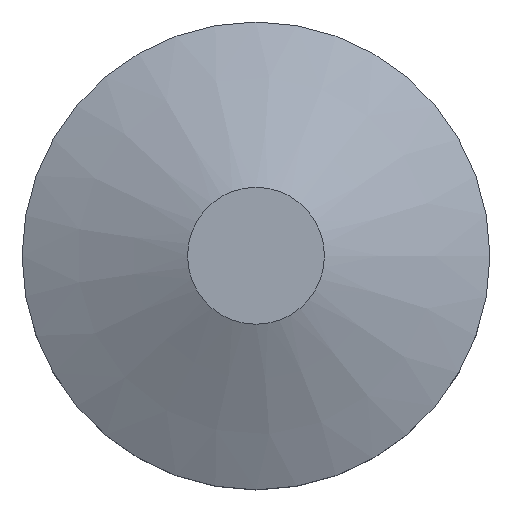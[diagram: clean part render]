
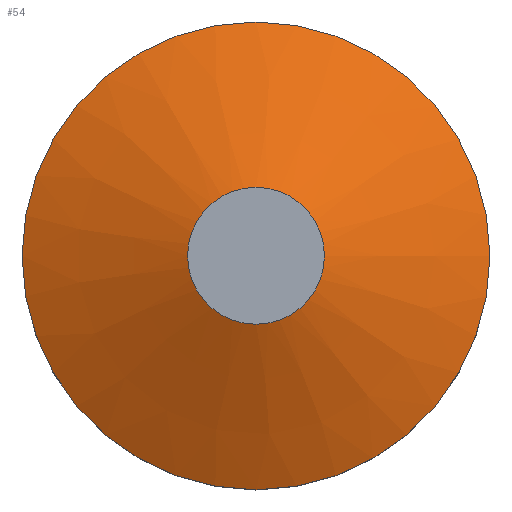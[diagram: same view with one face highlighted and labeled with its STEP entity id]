
A CAD part, top view. The second image highlights one B-rep face of the part: STEP entity #54.
In plain terms, the highlighted conical face has half-angle 65.854 degrees and reference radius 26.5 mm.
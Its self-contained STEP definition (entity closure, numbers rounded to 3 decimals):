
#54=ADVANCED_FACE('',(#67,#69),#71,.T.);
#67=FACE_OUTER_BOUND('',#68,.T.);
#68=EDGE_LOOP('',(#120));
#69=FACE_OUTER_BOUND('',#70,.T.);
#70=EDGE_LOOP('',(#121));
#71=CONICAL_SURFACE('',#72,26.5,1.149);
#72=AXIS2_PLACEMENT_3D('',#73,#74,#75);
#73=CARTESIAN_POINT('',(0.,0.,22.5));
#74=DIRECTION('',(0.,0.,-1.));
#75=DIRECTION('',(-1.,0.,0.));
#120=ORIENTED_EDGE('',*,*,#132,.T.);
#121=ORIENTED_EDGE('',*,*,#131,.F.);
#131=EDGE_CURVE('',#137,#137,#138,.T.);
#132=EDGE_CURVE('',#139,#139,#140,.T.);
#137=VERTEX_POINT('',#149);
#138=CIRCLE('',#150,12.);
#139=VERTEX_POINT('',#154);
#140=CIRCLE('',#155,41.);
#149=CARTESIAN_POINT('',(12.,0.,29.));
#150=AXIS2_PLACEMENT_3D('',#151,#152,#153);
#151=CARTESIAN_POINT('',(0.,0.,29.));
#152=DIRECTION('',(0.,0.,1.));
#153=DIRECTION('',(1.,0.,0.));
#154=CARTESIAN_POINT('',(41.,0.,16.));
#155=AXIS2_PLACEMENT_3D('',#156,#157,#158);
#156=CARTESIAN_POINT('',(0.,0.,16.));
#157=DIRECTION('',(0.,0.,1.));
#158=DIRECTION('',(1.,0.,0.));
